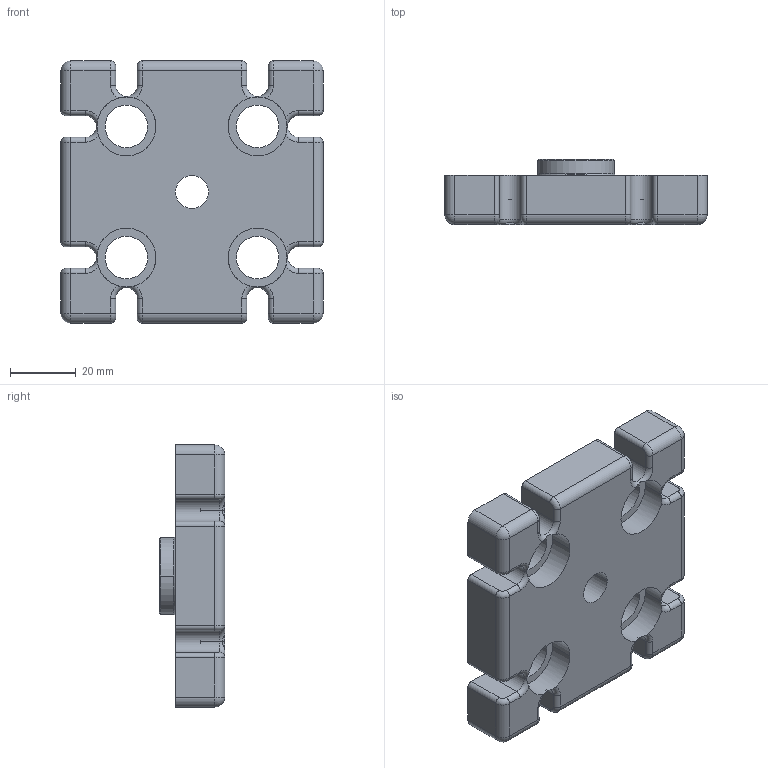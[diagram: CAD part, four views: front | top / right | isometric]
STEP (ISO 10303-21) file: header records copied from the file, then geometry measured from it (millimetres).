
FILE_DESCRIPTION(('STEP AP214'),'1');
FILE_NAME('cctmp_C392FC62-29F4-429F-B1F8-92B0DB4BDCF5_2020_1_13_14_13_49_712..stp','2020-01-13T13:13:49',('Bosch Rexroth AG'),('CADClick - www.CADClick.com'),'Spatial InterOp 3D',' ','unknown authorization - (Healing Option Enabled)');
FILE_SCHEMA(('AUTOMOTIVE_DESIGN'));
Length unit declared in the file: millimetre
Products named in the file (1): 2020_01_13__14-13-49-712
Bounding box: 80 x 20 x 80 mm (x, y, z)
Volume: 75946.9 mm3; surface area: 20694.9 mm2
Topology: 1 solids, 1 shells, 156 faces, 390 edges, 234 vertices
Faces by surface type: cylinder 76, plane 40, torus 24, cone 12, sphere 4
Entity records: 6296 total; most frequent: CARTESIAN_POINT 1173, DIRECTION 890, ORIENTED_EDGE 772, EDGE_CURVE 386, AXIS2_PLACEMENT_3D 359, VERTEX_POINT 234, CIRCLE 202, LINE 172
